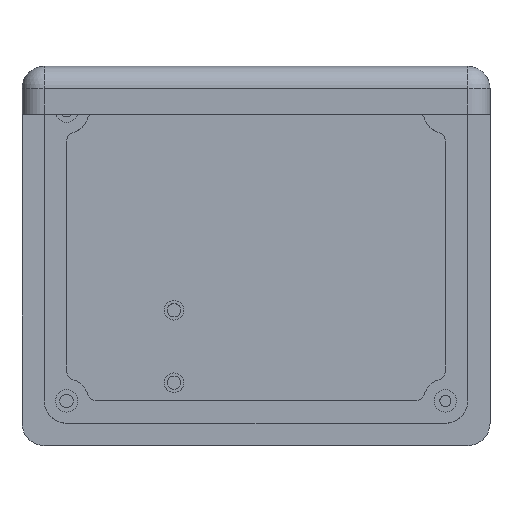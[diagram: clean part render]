
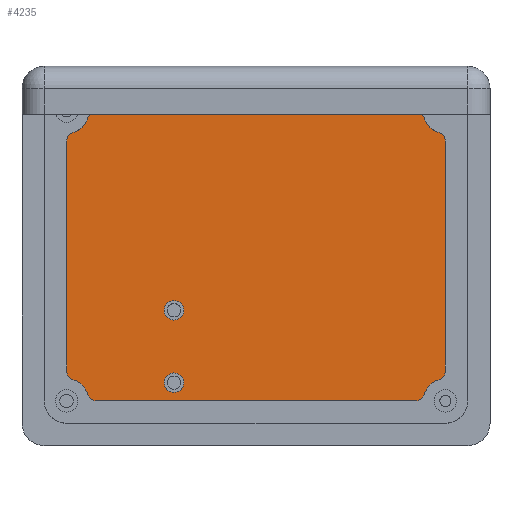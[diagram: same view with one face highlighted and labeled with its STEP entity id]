
A CAD part, top view. The second image highlights one B-rep face of the part: STEP entity #4235.
In plain terms, the highlighted planar face has unit normal (0, 0, 1).
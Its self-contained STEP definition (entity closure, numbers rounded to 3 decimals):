
#34=FACE_BOUND('',#587,.T.);
#35=FACE_BOUND('',#588,.T.);
#339=FACE_OUTER_BOUND('',#586,.T.);
#586=EDGE_LOOP('',(#3790,#3791,#3792,#3793,#3794,#3795,#3796,#3797,#3798,
#3799,#3800,#3801,#3802,#3803,#3804,#3805));
#587=EDGE_LOOP('',(#3806));
#588=EDGE_LOOP('',(#3807));
#770=CIRCLE('',#4625,2.);
#771=CIRCLE('',#4627,5.);
#772=CIRCLE('',#4629,2.);
#773=CIRCLE('',#4632,2.);
#774=CIRCLE('',#4634,5.);
#775=CIRCLE('',#4636,2.);
#776=CIRCLE('',#4638,2.);
#777=CIRCLE('',#4640,5.);
#778=CIRCLE('',#4642,2.);
#779=CIRCLE('',#4645,2.);
#780=CIRCLE('',#4647,5.);
#781=CIRCLE('',#4649,2.);
#782=CIRCLE('',#4651,2.2);
#783=CIRCLE('',#4652,2.2);
#1188=LINE('',#7044,#1618);
#1191=LINE('',#7050,#1621);
#1198=LINE('',#7080,#1628);
#1205=LINE('',#7106,#1635);
#1618=VECTOR('',#5768,71.584);
#1621=VECTOR('',#5773,71.584);
#1628=VECTOR('',#5810,51.584);
#1635=VECTOR('',#5843,51.584);
#2014=VERTEX_POINT('',#7041);
#2015=VERTEX_POINT('',#7043);
#2016=VERTEX_POINT('',#7047);
#2017=VERTEX_POINT('',#7049);
#2022=VERTEX_POINT('',#7067);
#2023=VERTEX_POINT('',#7071);
#2024=VERTEX_POINT('',#7075);
#2025=VERTEX_POINT('',#7079);
#2026=VERTEX_POINT('',#7083);
#2027=VERTEX_POINT('',#7087);
#2028=VERTEX_POINT('',#7093);
#2029=VERTEX_POINT('',#7097);
#2030=VERTEX_POINT('',#7101);
#2031=VERTEX_POINT('',#7105);
#2032=VERTEX_POINT('',#7109);
#2033=VERTEX_POINT('',#7113);
#2034=VERTEX_POINT('',#7119);
#2035=VERTEX_POINT('',#7121);
#2597=EDGE_CURVE('',#2015,#2014,#1188,.T.);
#2600=EDGE_CURVE('',#2017,#2016,#1191,.T.);
#2608=EDGE_CURVE('',#2022,#2015,#770,.T.);
#2610=EDGE_CURVE('',#2023,#2022,#771,.T.);
#2612=EDGE_CURVE('',#2024,#2023,#772,.T.);
#2614=EDGE_CURVE('',#2025,#2024,#1198,.T.);
#2616=EDGE_CURVE('',#2026,#2025,#773,.T.);
#2618=EDGE_CURVE('',#2027,#2026,#774,.T.);
#2620=EDGE_CURVE('',#2016,#2027,#775,.T.);
#2621=EDGE_CURVE('',#2028,#2017,#776,.T.);
#2623=EDGE_CURVE('',#2029,#2028,#777,.T.);
#2625=EDGE_CURVE('',#2030,#2029,#778,.T.);
#2627=EDGE_CURVE('',#2031,#2030,#1205,.T.);
#2629=EDGE_CURVE('',#2032,#2031,#779,.T.);
#2631=EDGE_CURVE('',#2033,#2032,#780,.T.);
#2633=EDGE_CURVE('',#2014,#2033,#781,.T.);
#2634=EDGE_CURVE('',#2034,#2034,#782,.T.);
#2635=EDGE_CURVE('',#2035,#2035,#783,.T.);
#3790=ORIENTED_EDGE('',*,*,#2608,.T.);
#3791=ORIENTED_EDGE('',*,*,#2597,.T.);
#3792=ORIENTED_EDGE('',*,*,#2633,.T.);
#3793=ORIENTED_EDGE('',*,*,#2631,.T.);
#3794=ORIENTED_EDGE('',*,*,#2629,.T.);
#3795=ORIENTED_EDGE('',*,*,#2627,.T.);
#3796=ORIENTED_EDGE('',*,*,#2625,.T.);
#3797=ORIENTED_EDGE('',*,*,#2623,.T.);
#3798=ORIENTED_EDGE('',*,*,#2621,.T.);
#3799=ORIENTED_EDGE('',*,*,#2600,.T.);
#3800=ORIENTED_EDGE('',*,*,#2620,.T.);
#3801=ORIENTED_EDGE('',*,*,#2618,.T.);
#3802=ORIENTED_EDGE('',*,*,#2616,.T.);
#3803=ORIENTED_EDGE('',*,*,#2614,.T.);
#3804=ORIENTED_EDGE('',*,*,#2612,.T.);
#3805=ORIENTED_EDGE('',*,*,#2610,.T.);
#3806=ORIENTED_EDGE('',*,*,#2634,.F.);
#3807=ORIENTED_EDGE('',*,*,#2635,.F.);
#4011=PLANE('',#4650);
#4235=ADVANCED_FACE('',(#339,#34,#35),#4011,.T.);
#4625=AXIS2_PLACEMENT_3D('',#7068,#5795,#5796);
#4627=AXIS2_PLACEMENT_3D('',#7072,#5800,#5801);
#4629=AXIS2_PLACEMENT_3D('',#7076,#5805,#5806);
#4632=AXIS2_PLACEMENT_3D('',#7084,#5814,#5815);
#4634=AXIS2_PLACEMENT_3D('',#7088,#5819,#5820);
#4636=AXIS2_PLACEMENT_3D('',#7091,#5824,#5825);
#4638=AXIS2_PLACEMENT_3D('',#7094,#5828,#5829);
#4640=AXIS2_PLACEMENT_3D('',#7098,#5833,#5834);
#4642=AXIS2_PLACEMENT_3D('',#7102,#5838,#5839);
#4645=AXIS2_PLACEMENT_3D('',#7110,#5847,#5848);
#4647=AXIS2_PLACEMENT_3D('',#7114,#5852,#5853);
#4649=AXIS2_PLACEMENT_3D('',#7117,#5857,#5858);
#4650=AXIS2_PLACEMENT_3D('',#7118,#5859,#5860);
#4651=AXIS2_PLACEMENT_3D('',#7120,#5861,#5862);
#4652=AXIS2_PLACEMENT_3D('',#7122,#5863,#5864);
#5768=DIRECTION('',(1.,0.,0.));
#5773=DIRECTION('',(-1.,0.,0.));
#5795=DIRECTION('center_axis',(0.,0.,1.));
#5796=DIRECTION('ref_axis',(0.,1.,0.));
#5800=DIRECTION('center_axis',(0.,0.,-1.));
#5801=DIRECTION('ref_axis',(0.,-1.,0.));
#5805=DIRECTION('center_axis',(0.,0.,1.));
#5806=DIRECTION('ref_axis',(0.,1.,0.));
#5810=DIRECTION('',(0.,-1.,0.));
#5814=DIRECTION('center_axis',(0.,0.,1.));
#5815=DIRECTION('ref_axis',(0.,1.,0.));
#5819=DIRECTION('center_axis',(0.,0.,-1.));
#5820=DIRECTION('ref_axis',(0.,1.,0.));
#5824=DIRECTION('center_axis',(0.,0.,1.));
#5825=DIRECTION('ref_axis',(0.,1.,0.));
#5828=DIRECTION('center_axis',(0.,0.,1.));
#5829=DIRECTION('ref_axis',(0.,-1.,0.));
#5833=DIRECTION('center_axis',(0.,0.,-1.));
#5834=DIRECTION('ref_axis',(0.,-1.,0.));
#5838=DIRECTION('center_axis',(0.,0.,1.));
#5839=DIRECTION('ref_axis',(0.,-1.,0.));
#5843=DIRECTION('',(0.,1.,0.));
#5847=DIRECTION('center_axis',(0.,0.,1.));
#5848=DIRECTION('ref_axis',(0.,-1.,0.));
#5852=DIRECTION('center_axis',(0.,0.,-1.));
#5853=DIRECTION('ref_axis',(0.,1.,0.));
#5857=DIRECTION('center_axis',(0.,0.,1.));
#5858=DIRECTION('ref_axis',(0.,-1.,0.));
#5859=DIRECTION('center_axis',(0.,0.,1.));
#5860=DIRECTION('ref_axis',(0.,1.,0.));
#5861=DIRECTION('center_axis',(0.,0.,1.));
#5862=DIRECTION('ref_axis',(0.,1.,0.));
#5863=DIRECTION('center_axis',(0.,0.,1.));
#5864=DIRECTION('ref_axis',(0.,1.,0.));
#7041=CARTESIAN_POINT('',(35.792,-32.5,2.));
#7043=CARTESIAN_POINT('',(-35.792,-32.5,2.));
#7044=CARTESIAN_POINT('',(-35.792,-32.5,2.));
#7047=CARTESIAN_POINT('',(-35.792,32.5,2.));
#7049=CARTESIAN_POINT('',(35.792,32.5,2.));
#7050=CARTESIAN_POINT('',(35.792,32.5,2.));
#7067=CARTESIAN_POINT('',(-37.708,-31.071,2.));
#7068=CARTESIAN_POINT('Origin',(-35.792,-30.5,2.));
#7071=CARTESIAN_POINT('',(-41.071,-27.708,2.));
#7072=CARTESIAN_POINT('Origin',(-42.5,-32.5,2.));
#7075=CARTESIAN_POINT('',(-42.5,-25.792,2.));
#7076=CARTESIAN_POINT('Origin',(-40.5,-25.792,2.));
#7079=CARTESIAN_POINT('',(-42.5,25.792,2.));
#7080=CARTESIAN_POINT('',(-42.5,25.792,2.));
#7083=CARTESIAN_POINT('',(-41.071,27.708,2.));
#7084=CARTESIAN_POINT('Origin',(-40.5,25.792,2.));
#7087=CARTESIAN_POINT('',(-37.708,31.071,2.));
#7088=CARTESIAN_POINT('Origin',(-42.5,32.5,2.));
#7091=CARTESIAN_POINT('Origin',(-35.792,30.5,2.));
#7093=CARTESIAN_POINT('',(37.708,31.071,2.));
#7094=CARTESIAN_POINT('Origin',(35.792,30.5,2.));
#7097=CARTESIAN_POINT('',(41.071,27.708,2.));
#7098=CARTESIAN_POINT('Origin',(42.5,32.5,2.));
#7101=CARTESIAN_POINT('',(42.5,25.792,2.));
#7102=CARTESIAN_POINT('Origin',(40.5,25.792,2.));
#7105=CARTESIAN_POINT('',(42.5,-25.792,2.));
#7106=CARTESIAN_POINT('',(42.5,-25.792,2.));
#7109=CARTESIAN_POINT('',(41.071,-27.708,2.));
#7110=CARTESIAN_POINT('Origin',(40.5,-25.792,2.));
#7113=CARTESIAN_POINT('',(37.708,-31.071,2.));
#7114=CARTESIAN_POINT('Origin',(42.5,-32.5,2.));
#7117=CARTESIAN_POINT('Origin',(35.792,-30.5,2.));
#7118=CARTESIAN_POINT('Origin',(-35.792,-30.5,2.));
#7119=CARTESIAN_POINT('',(-18.4,-26.2,2.));
#7120=CARTESIAN_POINT('Origin',(-18.4,-28.4,2.));
#7121=CARTESIAN_POINT('',(-18.4,-9.95,2.));
#7122=CARTESIAN_POINT('Origin',(-18.4,-12.15,2.));
